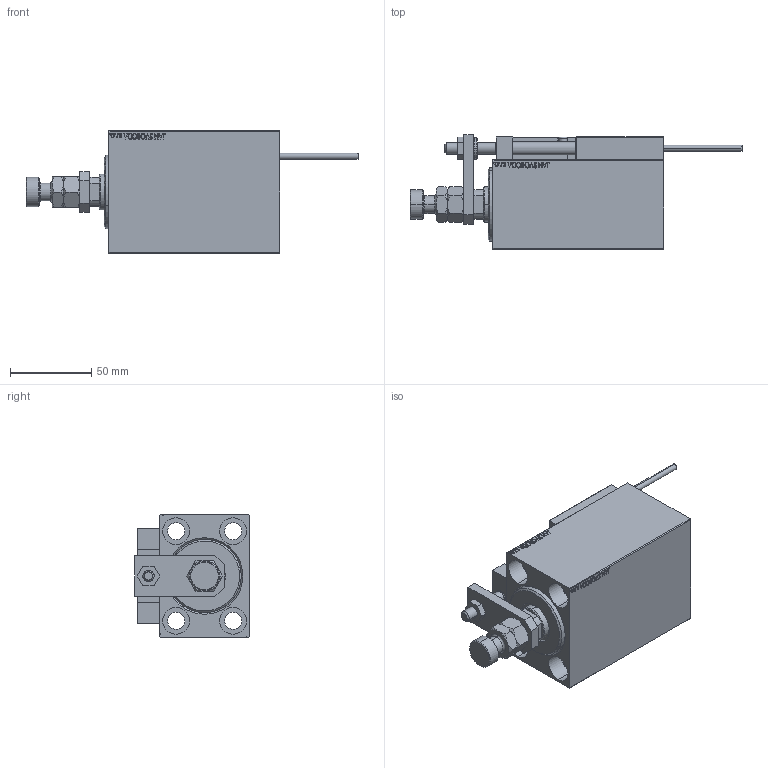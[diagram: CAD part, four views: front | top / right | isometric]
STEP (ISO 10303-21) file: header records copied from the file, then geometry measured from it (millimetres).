
FILE_DESCRIPTION (( 'STEP AP203' ), '1' );
FILE_NAME ('d42b.STEP', '2021-11-01T18:35:27', ( '' ), ( '' ), 'SwSTEP 2.0', 'SolidWorks 2019', '' );
FILE_SCHEMA (( 'CONFIG_CONTROL_DESIGN' ));
Length unit declared in the file: millimetre
Products named in the file (16): V450CM_VC_B dea426e9332d2473abc9bab4a4010f9d; V450CM_C dea426e9332d2473abc9bab4a4010f9d; SWITCH DIM B,W dea426e9332d2473abc9bab4a4010f9d; ALLEN BOLT D8 dea426e9332d2473abc9bab4a4010f9d; ZARAZKA dea426e9332d2473abc9bab4a4010f9d; Block dea426e9332d2473abc9bab4a4010f9d; X_Y_MFA dea426e9332d2473abc9bab4a4010f9d; SWITCH_X_FRONT_BACK dea426e9332d2473abc9bab4a4010f9d; d42b; V450CM_C_VCP dea426e9332d2473abc9bab4a4010f9d; SWITCH X dea426e9332d2473abc9bab4a4010f9d; KONCOVKA dea426e9332d2473abc9bab4a4010f9d; ALLEN BOLT D5 dea426e9332d2473abc9bab4a4010f9d; TYC_L79 dea426e9332d2473abc9bab4a4010f9d; NUT_D12 dea426e9332d2473abc9bab4a4010f9d; MAGNET dea426e9332d2473abc9bab4a4010f9d
Assembly tree (25 placements, depth 3):
  d42b
    V450CM_C dea426e9332d2473abc9bab4a4010f9d
    SWITCH X dea426e9332d2473abc9bab4a4010f9d
      SWITCH_X_FRONT_BACK dea426e9332d2473abc9bab4a4010f9d  x2
      TYC_L79 dea426e9332d2473abc9bab4a4010f9d
      Block dea426e9332d2473abc9bab4a4010f9d  x2
      ALLEN BOLT D5 dea426e9332d2473abc9bab4a4010f9d  x4
      ALLEN BOLT D8 dea426e9332d2473abc9bab4a4010f9d  x4
      MAGNET dea426e9332d2473abc9bab4a4010f9d  x2
      KONCOVKA dea426e9332d2473abc9bab4a4010f9d  x2
    NUT_D12 dea426e9332d2473abc9bab4a4010f9d
    SWITCH DIM B,W dea426e9332d2473abc9bab4a4010f9d
    ZARAZKA dea426e9332d2473abc9bab4a4010f9d
    V450CM_C_VCP dea426e9332d2473abc9bab4a4010f9d
    V450CM_VC_B dea426e9332d2473abc9bab4a4010f9d
    X_Y_MFA dea426e9332d2473abc9bab4a4010f9d
Bounding box: 204 x 70.5 x 75 mm (x, y, z)
Volume: 423445.4 mm3; surface area: 108284.7 mm2
Topology: 24 solids, 24 shells, 1330 faces, 3170 edges, 2017 vertices
Faces by surface type: plane 576, bspline 380, cylinder 188, cone 134, torus 48, sphere 4
Entity records: 51768 total; most frequent: CARTESIAN_POINT 26435, ORIENTED_EDGE 5360, DIRECTION 3656, EDGE_CURVE 2680, VERTEX_POINT 1741, LINE 1500, VECTOR 1500, EDGE_LOOP 1241
